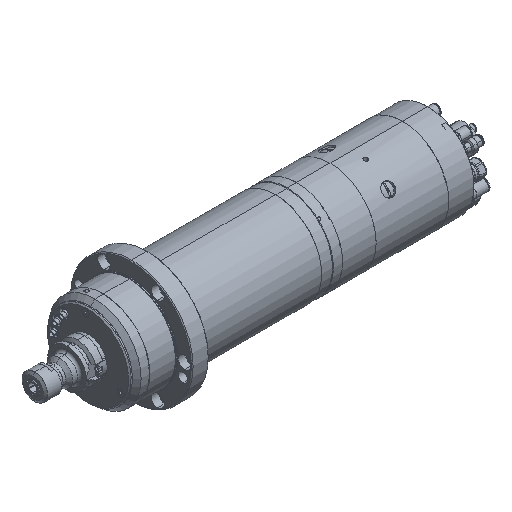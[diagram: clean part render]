
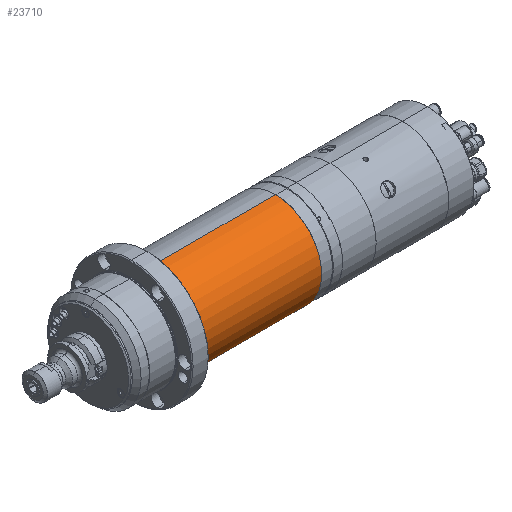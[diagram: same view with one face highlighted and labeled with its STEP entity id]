
A CAD part, isometric view. The second image highlights one B-rep face of the part: STEP entity #23710.
In plain terms, the highlighted cylindrical face has radius 55 mm (diameter 110 mm), a partial arc.
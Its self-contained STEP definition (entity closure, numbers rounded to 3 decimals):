
#1993 = VECTOR ( 'NONE', #4023, 1000. ) ;
#3677 = LINE ( 'NONE', #6695, #1993 ) ;
#3737 = CARTESIAN_POINT ( 'NONE',  ( 77., 0., 55. ) ) ;
#3985 = VERTEX_POINT ( 'NONE', #14736 ) ;
#4023 = DIRECTION ( 'NONE',  ( -1., 0., 0. ) ) ;
#4597 = ORIENTED_EDGE ( 'NONE', *, *, #27260, .F. ) ;
#4902 = VECTOR ( 'NONE', #20320, 1000. ) ;
#6095 = VERTEX_POINT ( 'NONE', #24432 ) ;
#6695 = CARTESIAN_POINT ( 'NONE',  ( 22.5, 0., -55. ) ) ;
#6913 = VERTEX_POINT ( 'NONE', #10302 ) ;
#9260 = DIRECTION ( 'NONE',  ( 0., 0., 1. ) ) ;
#10071 = VERTEX_POINT ( 'NONE', #3737 ) ;
#10302 = CARTESIAN_POINT ( 'NONE',  ( 227., 0., 55. ) ) ;
#10350 = DIRECTION ( 'NONE',  ( 0., 0., 1. ) ) ;
#11264 = CARTESIAN_POINT ( 'NONE',  ( 77., 0., 0. ) ) ;
#11665 = AXIS2_PLACEMENT_3D ( 'NONE', #11264, #24371, #27491 ) ;
#12706 = EDGE_LOOP ( 'NONE', ( #4597, #34024, #19057, #26640 ) ) ;
#13023 = CARTESIAN_POINT ( 'NONE',  ( 22.5, 0., 0. ) ) ;
#13481 = EDGE_CURVE ( 'NONE', #6913, #10071, #32072, .T. ) ;
#13861 = CARTESIAN_POINT ( 'NONE',  ( 227., 0., 0. ) ) ;
#13990 = EDGE_CURVE ( 'NONE', #10071, #6095, #18121, .T. ) ;
#14736 = CARTESIAN_POINT ( 'NONE',  ( 227., 0., -55. ) ) ;
#17877 = EDGE_CURVE ( 'NONE', #3985, #6913, #18086, .T. ) ;
#18086 = CIRCLE ( 'NONE', #24506, 55. ) ;
#18121 = CIRCLE ( 'NONE', #11665, 55. ) ;
#19057 = ORIENTED_EDGE ( 'NONE', *, *, #13481, .T. ) ;
#20320 = DIRECTION ( 'NONE',  ( -1., 0., 0. ) ) ;
#22398 = DIRECTION ( 'NONE',  ( -1., 0., 0. ) ) ;
#22952 = CARTESIAN_POINT ( 'NONE',  ( 22.5, 0., 55. ) ) ;
#23710 = ADVANCED_FACE ( 'NONE', ( #27068 ), #32427, .T. ) ;
#24371 = DIRECTION ( 'NONE',  ( 1., 0., 0. ) ) ;
#24432 = CARTESIAN_POINT ( 'NONE',  ( 77., 0., -55. ) ) ;
#24506 = AXIS2_PLACEMENT_3D ( 'NONE', #13861, #22398, #9260 ) ;
#26640 = ORIENTED_EDGE ( 'NONE', *, *, #13990, .T. ) ;
#27068 = FACE_OUTER_BOUND ( 'NONE', #12706, .T. ) ;
#27247 = AXIS2_PLACEMENT_3D ( 'NONE', #13023, #31428, #10350 ) ;
#27260 = EDGE_CURVE ( 'NONE', #3985, #6095, #3677, .T. ) ;
#27491 = DIRECTION ( 'NONE',  ( 0., 0., -1. ) ) ;
#31428 = DIRECTION ( 'NONE',  ( -1., 0., 0. ) ) ;
#32072 = LINE ( 'NONE', #22952, #4902 ) ;
#32427 = CYLINDRICAL_SURFACE ( 'NONE', #27247, 55. ) ;
#34024 = ORIENTED_EDGE ( 'NONE', *, *, #17877, .T. ) ;
